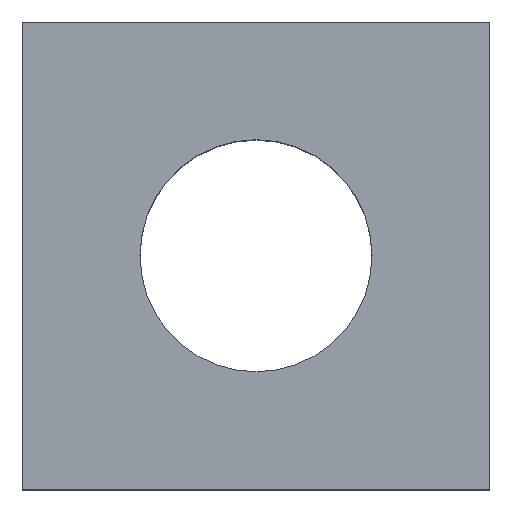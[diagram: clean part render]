
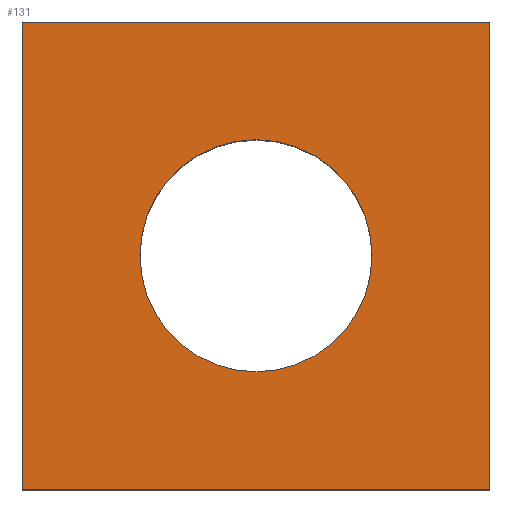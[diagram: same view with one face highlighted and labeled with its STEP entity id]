
A CAD part, top view. The second image highlights one B-rep face of the part: STEP entity #131.
In plain terms, the highlighted planar face has unit normal (0, 0, 1).
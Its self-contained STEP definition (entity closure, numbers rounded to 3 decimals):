
#3 = VECTOR ( 'NONE', #245, 1000. ) ;
#7 = VERTEX_POINT ( 'NONE', #128 ) ;
#12 = DIRECTION ( 'NONE',  ( 1., 0., 0. ) ) ;
#13 = AXIS2_PLACEMENT_3D ( 'NONE', #300, #179, #12 ) ;
#15 = VECTOR ( 'NONE', #228, 1000. ) ;
#16 = CARTESIAN_POINT ( 'NONE',  ( 7.05, -7.05, 10. ) ) ;
#20 = FACE_BOUND ( 'NONE', #164, .T. ) ;
#23 = DIRECTION ( 'NONE',  ( 1., 0., 0. ) ) ;
#26 = ORIENTED_EDGE ( 'NONE', *, *, #284, .F. ) ;
#29 = VERTEX_POINT ( 'NONE', #108 ) ;
#37 = ORIENTED_EDGE ( 'NONE', *, *, #165, .T. ) ;
#40 = PLANE ( 'NONE',  #72 ) ;
#47 = VERTEX_POINT ( 'NONE', #195 ) ;
#48 = DIRECTION ( 'NONE',  ( 0., 0., 1. ) ) ;
#54 = EDGE_CURVE ( 'NONE', #7, #202, #254, .T. ) ;
#59 = LINE ( 'NONE', #81, #3 ) ;
#62 = LINE ( 'NONE', #156, #151 ) ;
#63 = CARTESIAN_POINT ( 'NONE',  ( -7.05, -7.05, 10. ) ) ;
#66 = EDGE_CURVE ( 'NONE', #47, #29, #59, .T. ) ;
#70 = VECTOR ( 'NONE', #113, 1000. ) ;
#72 = AXIS2_PLACEMENT_3D ( 'NONE', #63, #85, #23 ) ;
#81 = CARTESIAN_POINT ( 'NONE',  ( -7.05, 7.05, 10. ) ) ;
#85 = DIRECTION ( 'NONE',  ( 0., 0., 1. ) ) ;
#88 = ORIENTED_EDGE ( 'NONE', *, *, #66, .T. ) ;
#91 = ORIENTED_EDGE ( 'NONE', *, *, #54, .F. ) ;
#97 = CARTESIAN_POINT ( 'NONE',  ( 0., 0., 10. ) ) ;
#108 = CARTESIAN_POINT ( 'NONE',  ( -7.05, 7.05, 10. ) ) ;
#113 = DIRECTION ( 'NONE',  ( 0., -1., 0. ) ) ;
#124 = EDGE_CURVE ( 'NONE', #220, #47, #125, .T. ) ;
#125 = LINE ( 'NONE', #251, #15 ) ;
#127 = FACE_OUTER_BOUND ( 'NONE', #175, .T. ) ;
#128 = CARTESIAN_POINT ( 'NONE',  ( -3.5, 0., 10. ) ) ;
#131 = ADVANCED_FACE ( 'NONE', ( #127, #20 ), #40, .T. ) ;
#132 = CIRCLE ( 'NONE', #196, 3.5 ) ;
#151 = VECTOR ( 'NONE', #224, 1000. ) ;
#153 = CARTESIAN_POINT ( 'NONE',  ( 3.5, 0., 10. ) ) ;
#156 = CARTESIAN_POINT ( 'NONE',  ( -7.05, -7.05, 10. ) ) ;
#157 = EDGE_CURVE ( 'NONE', #275, #220, #62, .T. ) ;
#164 = EDGE_LOOP ( 'NONE', ( #91, #26 ) ) ;
#165 = EDGE_CURVE ( 'NONE', #29, #275, #264, .T. ) ;
#175 = EDGE_LOOP ( 'NONE', ( #37, #216, #176, #88 ) ) ;
#176 = ORIENTED_EDGE ( 'NONE', *, *, #124, .T. ) ;
#179 = DIRECTION ( 'NONE',  ( 0., 0., 1. ) ) ;
#187 = DIRECTION ( 'NONE',  ( 1., 0., 0. ) ) ;
#195 = CARTESIAN_POINT ( 'NONE',  ( 7.05, 7.05, 10. ) ) ;
#196 = AXIS2_PLACEMENT_3D ( 'NONE', #97, #48, #187 ) ;
#202 = VERTEX_POINT ( 'NONE', #153 ) ;
#207 = CARTESIAN_POINT ( 'NONE',  ( -7.05, -7.05, 10. ) ) ;
#216 = ORIENTED_EDGE ( 'NONE', *, *, #157, .T. ) ;
#220 = VERTEX_POINT ( 'NONE', #16 ) ;
#224 = DIRECTION ( 'NONE',  ( 1., 0., 0. ) ) ;
#228 = DIRECTION ( 'NONE',  ( 0., 1., 0. ) ) ;
#245 = DIRECTION ( 'NONE',  ( -1., 0., 0. ) ) ;
#251 = CARTESIAN_POINT ( 'NONE',  ( 7.05, 7.05, 10. ) ) ;
#252 = CARTESIAN_POINT ( 'NONE',  ( -7.05, 7.05, 10. ) ) ;
#254 = CIRCLE ( 'NONE', #13, 3.5 ) ;
#264 = LINE ( 'NONE', #252, #70 ) ;
#275 = VERTEX_POINT ( 'NONE', #207 ) ;
#284 = EDGE_CURVE ( 'NONE', #202, #7, #132, .T. ) ;
#300 = CARTESIAN_POINT ( 'NONE',  ( 0., 0., 10. ) ) ;
